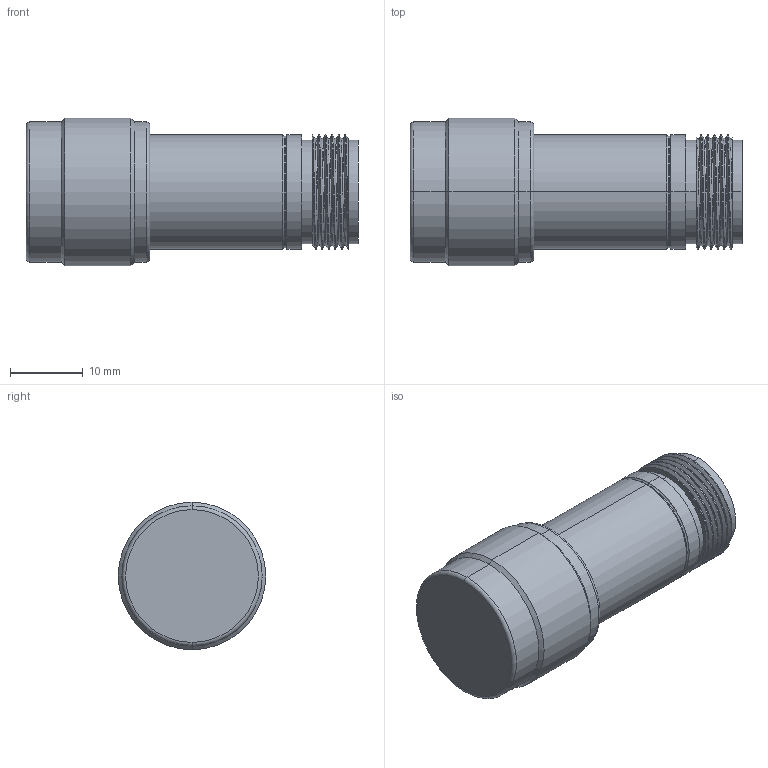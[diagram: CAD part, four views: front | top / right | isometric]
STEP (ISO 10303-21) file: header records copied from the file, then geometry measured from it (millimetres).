
FILE_DESCRIPTION (( 'STEP AP203' ), '1' );
FILE_NAME ('PE7044_3D.STEP', '2022-08-29T19:12:24', ( '' ), ( '' ), 'SwSTEP 2.0', 'SolidWorks 2021', '' );
FILE_SCHEMA (( 'CONFIG_CONTROL_DESIGN' ));
Length unit declared in the file: inch
Products named in the file (1): PE7044_3D
Bounding box: 45.72 x 20.32 x 20.32 mm (x, y, z)
Volume: 10703.3 mm3; surface area: 3251.1 mm2
Topology: 1 solids, 1 shells, 52 faces, 116 edges, 72 vertices
Faces by surface type: cylinder 29, torus 8, plane 8, cone 4, bspline 3
Entity records: 2594 total; most frequent: CARTESIAN_POINT 1414, DIRECTION 236, ORIENTED_EDGE 232, EDGE_CURVE 116, AXIS2_PLACEMENT_3D 102, VERTEX_POINT 72, EDGE_LOOP 58, CIRCLE 52
